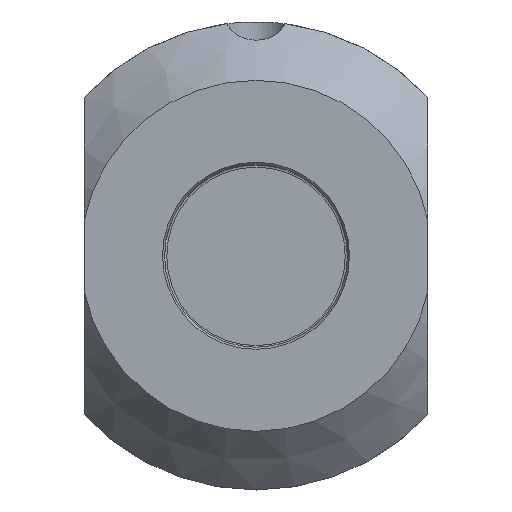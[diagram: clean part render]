
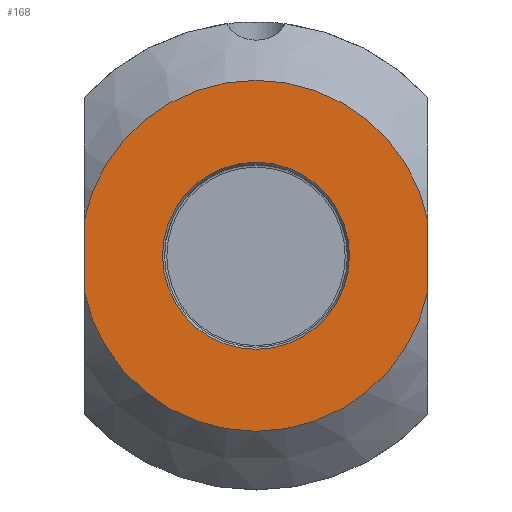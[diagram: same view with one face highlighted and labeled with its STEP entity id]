
A CAD part, top view. The second image highlights one B-rep face of the part: STEP entity #168.
In plain terms, the highlighted planar face has unit normal (0, 0, 1).
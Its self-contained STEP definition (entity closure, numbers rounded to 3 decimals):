
#168=ADVANCED_FACE('',(#319,#320),#227,.F.);
#227=PLANE('',#979);
#254=LINE('',#1383,#288);
#255=LINE('',#1388,#289);
#288=VECTOR('',#1108,1.);
#289=VECTOR('',#1111,1.);
#319=FACE_BOUND('',#355,.T.);
#320=FACE_BOUND('',#356,.T.);
#355=EDGE_LOOP('',(#445));
#356=EDGE_LOOP('',(#446,#447,#448,#449));
#445=ORIENTED_EDGE('',*,*,#796,.T.);
#446=ORIENTED_EDGE('',*,*,#797,.F.);
#447=ORIENTED_EDGE('',*,*,#798,.T.);
#448=ORIENTED_EDGE('',*,*,#799,.F.);
#449=ORIENTED_EDGE('',*,*,#800,.T.);
#705=VERTEX_POINT('',#1382);
#706=VERTEX_POINT('',#1384);
#707=VERTEX_POINT('',#1385);
#708=VERTEX_POINT('',#1387);
#709=VERTEX_POINT('',#1389);
#796=EDGE_CURVE('',#705,#705,#921,.T.);
#797=EDGE_CURVE('',#706,#707,#254,.T.);
#798=EDGE_CURVE('',#706,#708,#922,.T.);
#799=EDGE_CURVE('',#709,#708,#255,.T.);
#800=EDGE_CURVE('',#709,#707,#923,.T.);
#921=CIRCLE('',#976,12.789);
#922=CIRCLE('',#977,24.);
#923=CIRCLE('',#978,24.);
#976=AXIS2_PLACEMENT_3D('',#1381,#1106,#1107);
#977=AXIS2_PLACEMENT_3D('',#1386,#1109,#1110);
#978=AXIS2_PLACEMENT_3D('',#1390,#1112,#1113);
#979=AXIS2_PLACEMENT_3D('',#1391,#1114,#1115);
#1106=DIRECTION('',(0.,0.,-1.));
#1107=DIRECTION('',(0.,1.,0.));
#1108=DIRECTION('',(0.,-1.,0.));
#1109=DIRECTION('',(0.,0.,1.));
#1110=DIRECTION('',(0.,-1.,0.));
#1111=DIRECTION('',(0.,1.,0.));
#1112=DIRECTION('',(0.,0.,1.));
#1113=DIRECTION('',(0.,-1.,0.));
#1114=DIRECTION('',(0.,0.,-1.));
#1115=DIRECTION('',(0.,-1.,0.));
#1381=CARTESIAN_POINT('',(0.,0.,18.));
#1382=CARTESIAN_POINT('',(0.,12.789,18.));
#1383=CARTESIAN_POINT('',(23.5,-24.,18.));
#1384=CARTESIAN_POINT('',(23.5,4.873,18.));
#1385=CARTESIAN_POINT('',(23.5,-4.873,18.));
#1386=CARTESIAN_POINT('',(0.,0.,18.));
#1387=CARTESIAN_POINT('',(-23.5,4.873,18.));
#1388=CARTESIAN_POINT('',(-23.5,-24.,18.));
#1389=CARTESIAN_POINT('',(-23.5,-4.873,18.));
#1390=CARTESIAN_POINT('',(0.,0.,18.));
#1391=CARTESIAN_POINT('',(0.,-24.,18.));
